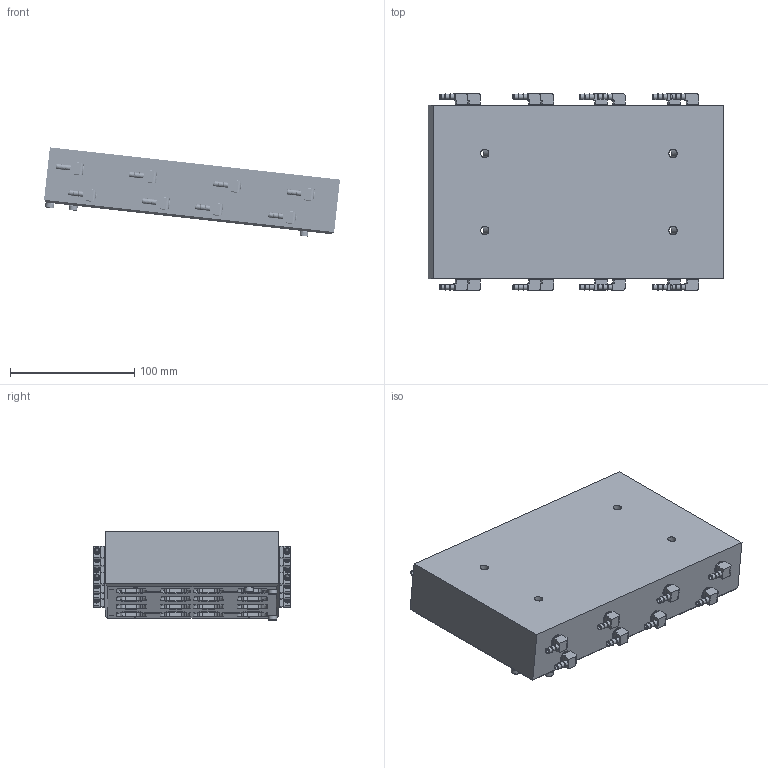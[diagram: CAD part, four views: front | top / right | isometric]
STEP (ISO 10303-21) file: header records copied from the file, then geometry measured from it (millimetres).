
FILE_DESCRIPTION(/* description */ (''),/* implementation_level */ '2;1');
FILE_NAME(/* name */ 'Chuck - 16-pocket - V1.1.stp',/* time_stamp */ '2022-06-22T16:35:17-05:00',/* author */ ('Caleb'),/* organization */ (''),/* preprocessor_version */ 'ST-DEVELOPER v18.1',/* originating_system */ 'Autodesk Inventor 2022',/* authorisation */ '');
FILE_SCHEMA (('AUTOMOTIVE_DESIGN { 1 0 10303 214 3 1 1 }'));
Length unit declared in the file: inch
Products named in the file (4): Chuck Assembly; UNLHEP-14-01-P-004_ChuckForGantry; 90128A212_ZNC-PLTD ALLOY STL SCKT HEAD CAP SCREW; 44555K147_BRASS BARBED TUBE FITTING FOR VACUUM
Assembly tree (20 placements, depth 2):
  Chuck Assembly
    UNLHEP-14-01-P-004_ChuckForGantry
    90128A212_ZNC-PLTD ALLOY STL SCKT HEAD CAP SCREW  x3
    44555K147_BRASS BARBED TUBE FITTING FOR VACUUM  x16
Bounding box: 238.2 x 158.43 x 71.79 mm (x, y, z)
Volume: 1285739.6 mm3; surface area: 177308.5 mm2
Topology: 20 solids, 20 shells, 1394 faces, 3885 edges, 2606 vertices
Faces by surface type: plane 556, cylinder 461, cone 307, bspline 54, sphere 16
Full cylindrical faces by diameter (mm): 3.048 x32, 3.091 x39, 3.242 x8, 4 x39, 4.318 x48, 6.756 x4, 7 x3, 7.033 x16, 7.95 x16, 9.076 x16, 11.125 x4
Entity records: 29748 total; most frequent: CARTESIAN_POINT 13363, DIRECTION 3402, ORIENTED_EDGE 3356, EDGE_CURVE 1678, AXIS2_PLACEMENT_3D 1196, VERTEX_POINT 1120, LINE 1010, VECTOR 1010
